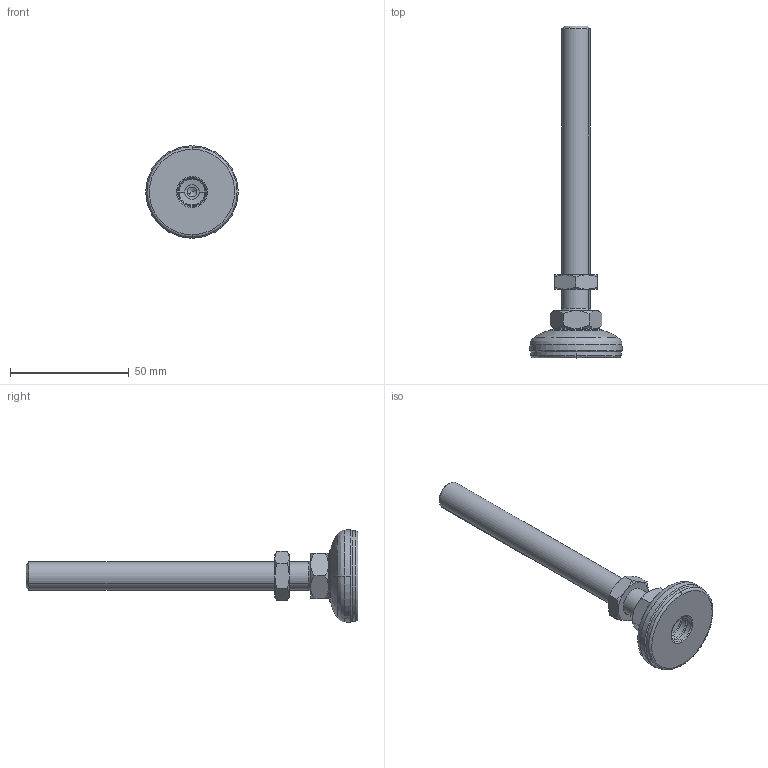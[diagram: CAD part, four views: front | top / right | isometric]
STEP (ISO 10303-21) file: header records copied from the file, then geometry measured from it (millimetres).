
FILE_DESCRIPTION (( 'STEP AP203' ), '1' );
FILE_NAME ('A60.18.40.04 ECO feet nylon 40 - M12 x 120.STEP', '2018-09-28T13:04:55', ( '' ), ( '' ), 'SwSTEP 2.0', 'SolidWorks 2015', '' );
FILE_SCHEMA (( 'CONFIG_CONTROL_DESIGN' ));
Length unit declared in the file: inch
Products named in the file (2): A60.18.40.04 ECO feet nylon 40 - M12 x 120
Bounding box: 38.97 x 139.95 x 38.97 mm (x, y, z)
Volume: 27999.2 mm3; surface area: 13824.4 mm2
Topology: 4 solids, 4 shells, 141 faces, 323 edges, 194 vertices
Faces by surface type: cone 50, bspline 36, cylinder 32, plane 23
Entity records: 4931 total; most frequent: CARTESIAN_POINT 1740, DIRECTION 646, ORIENTED_EDGE 642, EDGE_CURVE 321, AXIS2_PLACEMENT_3D 282, VERTEX_POINT 194, CIRCLE 175, EDGE_LOOP 153
